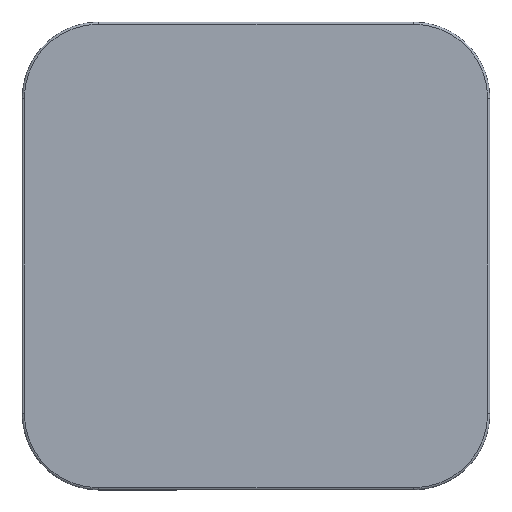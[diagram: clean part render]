
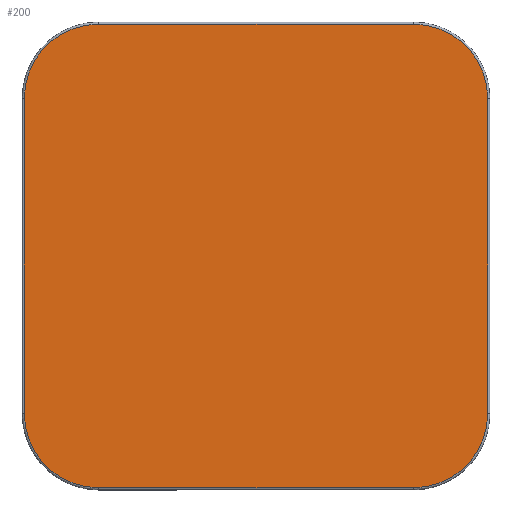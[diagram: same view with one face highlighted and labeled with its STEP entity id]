
A CAD part, top view. The second image highlights one B-rep face of the part: STEP entity #200.
In plain terms, the highlighted planar face has unit normal (0, 0, 1).
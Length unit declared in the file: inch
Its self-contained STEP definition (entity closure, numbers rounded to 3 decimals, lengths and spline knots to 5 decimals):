
#2 = AXIS2_PLACEMENT_3D ( 'NONE', #646, #398, #929 ) ;
#10 = EDGE_CURVE ( 'NONE', #34, #577, #1005, .T. ) ;
#24 = CARTESIAN_POINT ( 'NONE',  ( 12.94111, -8.13681, 0.08333 ) ) ;
#34 = VERTEX_POINT ( 'NONE', #1041 ) ;
#59 = CARTESIAN_POINT ( 'NONE',  ( 8.79528, 9.45374, 0.08333 ) ) ;
#60 = CIRCLE ( 'NONE', #855, 4.14583 ) ;
#72 = FACE_OUTER_BOUND ( 'NONE', #253, .T. ) ;
#128 = DIRECTION ( 'NONE',  ( 0., 1., 0. ) ) ;
#141 = VERTEX_POINT ( 'NONE', #393 ) ;
#142 = PLANE ( 'NONE',  #793 ) ;
#143 = EDGE_CURVE ( 'NONE', #896, #763, #397, .T. ) ;
#146 = DIRECTION ( 'NONE',  ( -1., 0., 0. ) ) ;
#156 = VECTOR ( 'NONE', #946, 39.37008 ) ;
#180 = CARTESIAN_POINT ( 'NONE',  ( 8.79528, -12.28264, 0.08333 ) ) ;
#200 = ADVANCED_FACE ( 'NONE', ( #72 ), #142, .T. ) ;
#227 = ORIENTED_EDGE ( 'NONE', *, *, #10, .T. ) ;
#253 = EDGE_LOOP ( 'NONE', ( #227, #659, #651, #923, #640, #712, #873, #454 ) ) ;
#267 = EDGE_CURVE ( 'NONE', #493, #896, #60, .T. ) ;
#272 = LINE ( 'NONE', #685, #668 ) ;
#294 = CARTESIAN_POINT ( 'NONE',  ( 12.94111, 9.45374, 0.08333 ) ) ;
#320 = EDGE_CURVE ( 'NONE', #763, #141, #759, .T. ) ;
#341 = DIRECTION ( 'NONE',  ( 0., -1., 0. ) ) ;
#354 = DIRECTION ( 'NONE',  ( 0., 0., 1. ) ) ;
#377 = CARTESIAN_POINT ( 'NONE',  ( 8.79528, 9.45374, 0.08333 ) ) ;
#393 = CARTESIAN_POINT ( 'NONE',  ( -12.94111, 9.45374, 0.08333 ) ) ;
#397 = LINE ( 'NONE', #569, #434 ) ;
#398 = DIRECTION ( 'NONE',  ( 0., 0., 1. ) ) ;
#434 = VECTOR ( 'NONE', #146, 39.37008 ) ;
#446 = AXIS2_PLACEMENT_3D ( 'NONE', #884, #903, #898 ) ;
#454 = ORIENTED_EDGE ( 'NONE', *, *, #750, .T. ) ;
#460 = VECTOR ( 'NONE', #128, 39.37008 ) ;
#468 = DIRECTION ( 'NONE',  ( 1., 0., 0. ) ) ;
#493 = VERTEX_POINT ( 'NONE', #294 ) ;
#530 = VERTEX_POINT ( 'NONE', #970 ) ;
#569 = CARTESIAN_POINT ( 'NONE',  ( 8.79528, 13.59957, 0.08333 ) ) ;
#577 = VERTEX_POINT ( 'NONE', #24 ) ;
#633 = DIRECTION ( 'NONE',  ( 1., 0., 0. ) ) ;
#640 = ORIENTED_EDGE ( 'NONE', *, *, #320, .T. ) ;
#646 = CARTESIAN_POINT ( 'NONE',  ( -8.79528, 9.45374, 0.08333 ) ) ;
#651 = ORIENTED_EDGE ( 'NONE', *, *, #267, .T. ) ;
#659 = ORIENTED_EDGE ( 'NONE', *, *, #832, .T. ) ;
#668 = VECTOR ( 'NONE', #341, 39.37008 ) ;
#684 = LINE ( 'NONE', #954, #460 ) ;
#685 = CARTESIAN_POINT ( 'NONE',  ( -12.94111, 9.45374, 0.08333 ) ) ;
#709 = CARTESIAN_POINT ( 'NONE',  ( -12.94111, -8.13681, 0.08333 ) ) ;
#712 = ORIENTED_EDGE ( 'NONE', *, *, #767, .T. ) ;
#750 = EDGE_CURVE ( 'NONE', #530, #34, #963, .T. ) ;
#759 = CIRCLE ( 'NONE', #2, 4.14583 ) ;
#760 = CARTESIAN_POINT ( 'NONE',  ( -8.79528, 13.59957, 0.08333 ) ) ;
#763 = VERTEX_POINT ( 'NONE', #760 ) ;
#767 = EDGE_CURVE ( 'NONE', #141, #984, #272, .T. ) ;
#792 = DIRECTION ( 'NONE',  ( 1., 0., 0. ) ) ;
#793 = AXIS2_PLACEMENT_3D ( 'NONE', #377, #962, #468 ) ;
#821 = CIRCLE ( 'NONE', #446, 4.14583 ) ;
#832 = EDGE_CURVE ( 'NONE', #577, #493, #684, .T. ) ;
#855 = AXIS2_PLACEMENT_3D ( 'NONE', #59, #354, #792 ) ;
#865 = CARTESIAN_POINT ( 'NONE',  ( 8.79528, 13.59957, 0.08333 ) ) ;
#873 = ORIENTED_EDGE ( 'NONE', *, *, #966, .T. ) ;
#884 = CARTESIAN_POINT ( 'NONE',  ( -8.79528, -8.13681, 0.08333 ) ) ;
#896 = VERTEX_POINT ( 'NONE', #865 ) ;
#898 = DIRECTION ( 'NONE',  ( 1., 0., 0. ) ) ;
#903 = DIRECTION ( 'NONE',  ( 0., 0., 1. ) ) ;
#923 = ORIENTED_EDGE ( 'NONE', *, *, #143, .T. ) ;
#929 = DIRECTION ( 'NONE',  ( 1., 0., 0. ) ) ;
#946 = DIRECTION ( 'NONE',  ( 1., 0., 0. ) ) ;
#947 = AXIS2_PLACEMENT_3D ( 'NONE', #1054, #1045, #633 ) ;
#954 = CARTESIAN_POINT ( 'NONE',  ( 12.94111, 9.45374, 0.08333 ) ) ;
#962 = DIRECTION ( 'NONE',  ( 0., 0., 1. ) ) ;
#963 = LINE ( 'NONE', #180, #156 ) ;
#966 = EDGE_CURVE ( 'NONE', #984, #530, #821, .T. ) ;
#970 = CARTESIAN_POINT ( 'NONE',  ( -8.79528, -12.28264, 0.08333 ) ) ;
#984 = VERTEX_POINT ( 'NONE', #709 ) ;
#1005 = CIRCLE ( 'NONE', #947, 4.14583 ) ;
#1041 = CARTESIAN_POINT ( 'NONE',  ( 8.79528, -12.28264, 0.08333 ) ) ;
#1045 = DIRECTION ( 'NONE',  ( 0., 0., 1. ) ) ;
#1054 = CARTESIAN_POINT ( 'NONE',  ( 8.79528, -8.13681, 0.08333 ) ) ;
